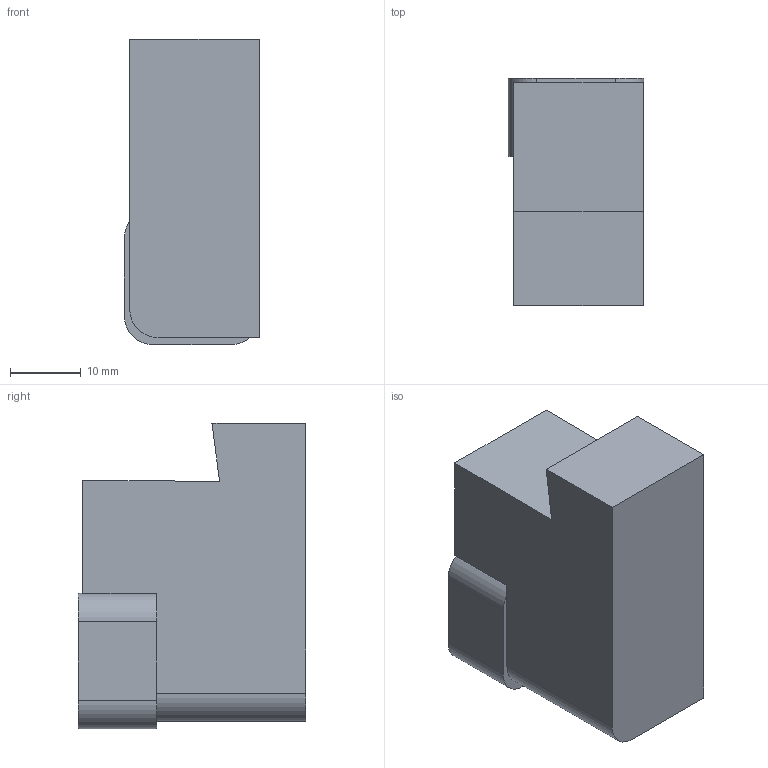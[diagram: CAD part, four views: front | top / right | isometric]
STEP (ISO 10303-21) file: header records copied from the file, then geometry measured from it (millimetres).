
FILE_DESCRIPTION(/* description */ (''),/* implementation_level */ '2;1');
FILE_NAME(/* name */ 'CT-PSFNR3219-1911.stp',/* time_stamp */ '2015-05-27T11:14:50+06:00',/* author */ (''),/* organization */ (''),/* preprocessor_version */ 'ST-DEVELOPER v11',/* originating_system */ 'SIEMENS PLM Software NX 7.5',/* authorisation */ '');
FILE_SCHEMA (('AUTOMOTIVE_DESIGN { 1 0 10303 214 1 1 1 1 }'));
Length unit declared in the file: millimetre
Products named in the file (1): vino0BA5zin8
Bounding box: 19.05 x 32 x 43 mm (x, y, z)
Volume: 21644.3 mm3; surface area: 6080.2 mm2
Topology: 2 solids, 2 shells, 21 faces, 51 edges, 34 vertices
Faces by surface type: plane 16, cylinder 5
Entity records: 646 total; most frequent: CARTESIAN_POINT 107, DIRECTION 105, ORIENTED_EDGE 102, EDGE_CURVE 51, LINE 41, VECTOR 41, VERTEX_POINT 34, AXIS2_PLACEMENT_3D 32
